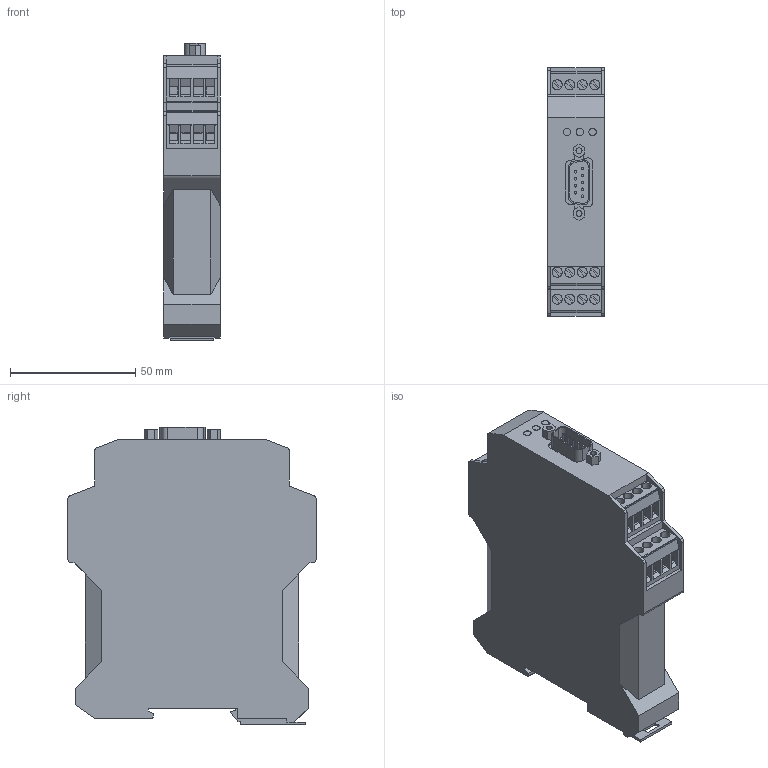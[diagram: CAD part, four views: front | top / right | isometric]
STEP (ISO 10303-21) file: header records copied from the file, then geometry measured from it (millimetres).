
FILE_DESCRIPTION(('Creo Elements/Direct Modeling STEP Export'),'2;1');
FILE_NAME('model.stp','2020-02-07T10:31:55',(''),(''),'Creo Elements/Direct Modeling STEP processor for AP214 (Solid Model)','Creo Elements/Direct Modeling 20.1A 29-Sep-2018 (C) Parametric Technology GmbH','');
FILE_SCHEMA(('AUTOMOTIVE_DESIGN { 1 0 10303 214 1 1 1 1 }'));
Length unit declared in the file: millimetre
Products named in the file (2): PSM_ME_RS232_..._P-select
Assembly tree (1 placements, depth 2):
  PSM_ME_RS232_..._P-select
    PSM_ME_RS232_..._P-select
Bounding box: 22.6 x 99 x 118.6 mm (x, y, z)
Volume: 213149.4 mm3; surface area: 33258.4 mm2
Topology: 1 solids, 1 shells, 427 faces, 1147 edges, 762 vertices
Faces by surface type: plane 347, cylinder 80
Entity records: 16089 total; most frequent: ORIENTED_EDGE 2294, CARTESIAN_POINT 2216, DIRECTION 2018, EDGE_CURVE 1147, VECTOR 890, LINE 890, VERTEX_POINT 762, AXIS2_PLACEMENT_3D 564
